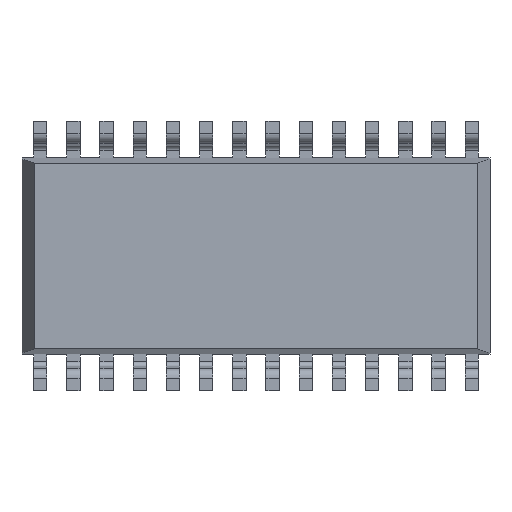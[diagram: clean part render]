
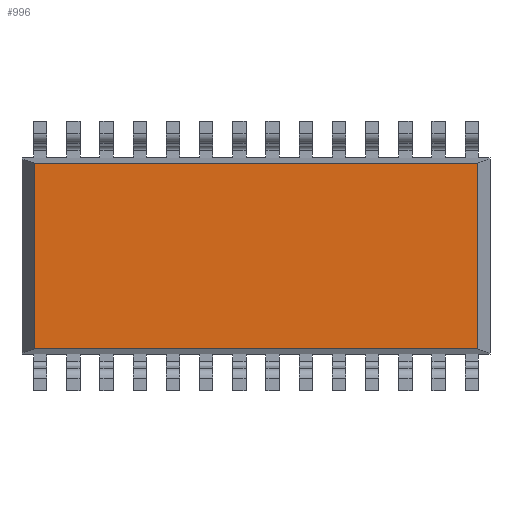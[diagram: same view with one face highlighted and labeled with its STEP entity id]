
A CAD part, front view. The second image highlights one B-rep face of the part: STEP entity #996.
In plain terms, the highlighted planar face has unit normal (0, -1, 0).
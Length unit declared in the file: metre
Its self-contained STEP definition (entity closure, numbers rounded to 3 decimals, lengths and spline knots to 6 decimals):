
#996 = ADVANCED_FACE( '', ( #2144 ), #2145, .T. );
#2144 = FACE_OUTER_BOUND( '', #3495, .T. );
#2145 = PLANE( '', #3496 );
#3495 = EDGE_LOOP( '', ( #6051, #6052, #6053, #6054 ) );
#3496 = AXIS2_PLACEMENT_3D( '', #6055, #6056, #6057 );
#6051 = ORIENTED_EDGE( '', *, *, #8829, .T. );
#6052 = ORIENTED_EDGE( '', *, *, #7917, .T. );
#6053 = ORIENTED_EDGE( '', *, *, #8830, .F. );
#6054 = ORIENTED_EDGE( '', *, *, #8831, .T. );
#6055 = CARTESIAN_POINT( '', ( -0.00044, 0.000225, -0.0016 ) );
#6056 = DIRECTION( '', ( 0., -1., 0. ) );
#6057 = DIRECTION( '', ( 0., 0., -1. ) );
#7917 = EDGE_CURVE( '', #9467, #9464, #9468, .T. );
#8829 = EDGE_CURVE( '', #10908, #9467, #10909, .T. );
#8830 = EDGE_CURVE( '', #10910, #9464, #10911, .T. );
#8831 = EDGE_CURVE( '', #10910, #10908, #10912, .T. );
#9464 = VERTEX_POINT( '', #11701 );
#9467 = VERTEX_POINT( '', #11705 );
#9468 = LINE( '', #11706, #11707 );
#10908 = VERTEX_POINT( '', #13702 );
#10909 = LINE( '', #13703, #13704 );
#10910 = VERTEX_POINT( '', #13705 );
#10911 = LINE( '', #13706, #13707 );
#10912 = LINE( '', #13708, #13709 );
#11701 = CARTESIAN_POINT( '', ( 0.016998, 0.000225, -0.0016 ) );
#11705 = CARTESIAN_POINT( '', ( 0.016998, 0.000225, -0.0087 ) );
#11706 = CARTESIAN_POINT( '', ( 0.016998, 0.000225, -0.0016 ) );
#11707 = VECTOR( '', #14477, 1. );
#13702 = CARTESIAN_POINT( '', ( 0.000022, 0.000225, -0.0087 ) );
#13703 = CARTESIAN_POINT( '', ( -0.00044, 0.000225, -0.0087 ) );
#13704 = VECTOR( '', #15519, 1. );
#13705 = CARTESIAN_POINT( '', ( 0.000022, 0.000225, -0.0016 ) );
#13706 = CARTESIAN_POINT( '', ( -0.00044, 0.000225, -0.0016 ) );
#13707 = VECTOR( '', #15520, 1. );
#13708 = CARTESIAN_POINT( '', ( 0.000022, 0.000225, -0.0016 ) );
#13709 = VECTOR( '', #15521, 1. );
#14477 = DIRECTION( '', ( 0., 0., 1. ) );
#15519 = DIRECTION( '', ( 1., 0., 0. ) );
#15520 = DIRECTION( '', ( 1., 0., 0. ) );
#15521 = DIRECTION( '', ( 0., 0., -1. ) );
